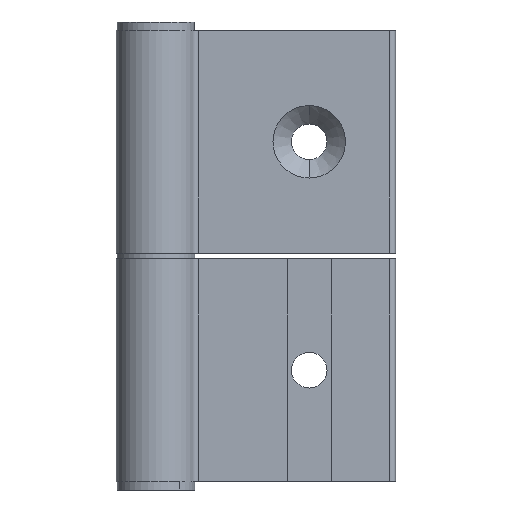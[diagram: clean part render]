
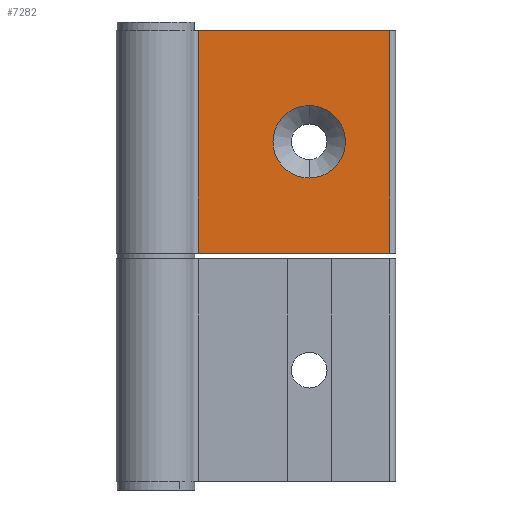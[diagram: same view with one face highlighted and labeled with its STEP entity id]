
A CAD part, front view. The second image highlights one B-rep face of the part: STEP entity #7282.
In plain terms, the highlighted face is planar.
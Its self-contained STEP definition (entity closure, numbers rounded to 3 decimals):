
#44 = FACE_BOUND ( 'NONE', #1473, .T. ) ;
#197 = EDGE_CURVE ( 'NONE', #6924, #2337, #3612, .T. ) ;
#249 = FACE_OUTER_BOUND ( 'NONE', #5550, .T. ) ;
#737 = VECTOR ( 'NONE', #991, 1000. ) ;
#885 = VERTEX_POINT ( 'NONE', #6943 ) ;
#915 = AXIS2_PLACEMENT_3D ( 'NONE', #6637, #2297, #3584 ) ;
#991 = DIRECTION ( 'NONE',  ( 0., 0., -1. ) ) ;
#1022 = EDGE_CURVE ( 'NONE', #2337, #6924, #6870, .T. ) ;
#1252 = DIRECTION ( 'NONE',  ( 0., -1., 0. ) ) ;
#1336 = EDGE_CURVE ( 'NONE', #885, #4416, #1694, .T. ) ;
#1473 = EDGE_LOOP ( 'NONE', ( #7882, #3781 ) ) ;
#1528 = EDGE_CURVE ( 'NONE', #4416, #3610, #3985, .T. ) ;
#1694 = LINE ( 'NONE', #6068, #6209 ) ;
#1820 = AXIS2_PLACEMENT_3D ( 'NONE', #3671, #3145, #3808 ) ;
#1937 = CARTESIAN_POINT ( 'NONE',  ( -6.841, 1.9, 20. ) ) ;
#2121 = CARTESIAN_POINT ( 'NONE',  ( -27.5, 1.9, 6.5 ) ) ;
#2145 = CARTESIAN_POINT ( 'NONE',  ( -27.5, 1.9, -6.5 ) ) ;
#2297 = DIRECTION ( 'NONE',  ( 0., 1., 0. ) ) ;
#2337 = VERTEX_POINT ( 'NONE', #2121 ) ;
#2532 = VECTOR ( 'NONE', #6307, 1000. ) ;
#2651 = ORIENTED_EDGE ( 'NONE', *, *, #2929, .T. ) ;
#2929 = EDGE_CURVE ( 'NONE', #5729, #3610, #6748, .T. ) ;
#2963 = VECTOR ( 'NONE', #3539, 1000. ) ;
#2996 = DIRECTION ( 'NONE',  ( -1., 0., 0. ) ) ;
#3145 = DIRECTION ( 'NONE',  ( 0., 1., 0. ) ) ;
#3539 = DIRECTION ( 'NONE',  ( 0., 0., -1. ) ) ;
#3584 = DIRECTION ( 'NONE',  ( 0., 0., 1. ) ) ;
#3591 = CARTESIAN_POINT ( 'NONE',  ( -7.563, 1.9, -20. ) ) ;
#3610 = VERTEX_POINT ( 'NONE', #4019 ) ;
#3612 = CIRCLE ( 'NONE', #1820, 6.5 ) ;
#3671 = CARTESIAN_POINT ( 'NONE',  ( -27.5, 1.9, 0. ) ) ;
#3781 = ORIENTED_EDGE ( 'NONE', *, *, #197, .F. ) ;
#3808 = DIRECTION ( 'NONE',  ( 0., 0., 1. ) ) ;
#3985 = LINE ( 'NONE', #6492, #737 ) ;
#4019 = CARTESIAN_POINT ( 'NONE',  ( -42., 1.9, -20. ) ) ;
#4075 = ORIENTED_EDGE ( 'NONE', *, *, #5558, .T. ) ;
#4416 = VERTEX_POINT ( 'NONE', #6001 ) ;
#4768 = LINE ( 'NONE', #7801, #2963 ) ;
#5041 = ORIENTED_EDGE ( 'NONE', *, *, #1336, .F. ) ;
#5162 = CARTESIAN_POINT ( 'NONE',  ( 0., 1.9, -20. ) ) ;
#5550 = EDGE_LOOP ( 'NONE', ( #4075, #2651, #6008, #5041 ) ) ;
#5558 = EDGE_CURVE ( 'NONE', #885, #5729, #4768, .T. ) ;
#5604 = PLANE ( 'NONE',  #6340 ) ;
#5729 = VERTEX_POINT ( 'NONE', #3591 ) ;
#6001 = CARTESIAN_POINT ( 'NONE',  ( -42., 1.9, 20. ) ) ;
#6008 = ORIENTED_EDGE ( 'NONE', *, *, #1528, .F. ) ;
#6068 = CARTESIAN_POINT ( 'NONE',  ( 0., 1.9, 20. ) ) ;
#6209 = VECTOR ( 'NONE', #2996, 1000. ) ;
#6307 = DIRECTION ( 'NONE',  ( -1., 0., 0. ) ) ;
#6340 = AXIS2_PLACEMENT_3D ( 'NONE', #1937, #1252, #6837 ) ;
#6492 = CARTESIAN_POINT ( 'NONE',  ( -42., 1.9, 20. ) ) ;
#6637 = CARTESIAN_POINT ( 'NONE',  ( -27.5, 1.9, 0. ) ) ;
#6748 = LINE ( 'NONE', #5162, #2532 ) ;
#6837 = DIRECTION ( 'NONE',  ( 1., 0., 0. ) ) ;
#6870 = CIRCLE ( 'NONE', #915, 6.5 ) ;
#6924 = VERTEX_POINT ( 'NONE', #2145 ) ;
#6943 = CARTESIAN_POINT ( 'NONE',  ( -7.563, 1.9, 20. ) ) ;
#7282 = ADVANCED_FACE ( 'NONE', ( #44, #249 ), #5604, .F. ) ;
#7801 = CARTESIAN_POINT ( 'NONE',  ( -7.563, 1.9, 20. ) ) ;
#7882 = ORIENTED_EDGE ( 'NONE', *, *, #1022, .F. ) ;
